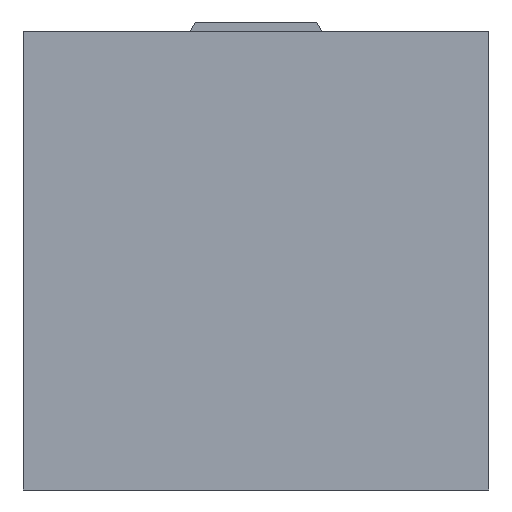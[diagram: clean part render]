
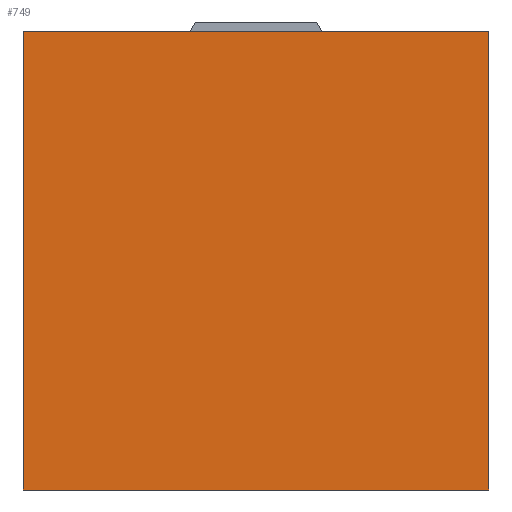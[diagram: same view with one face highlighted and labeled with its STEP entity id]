
A CAD part, left-side view. The second image highlights one B-rep face of the part: STEP entity #749.
In plain terms, the highlighted planar face has unit normal (-1, 0, 0).
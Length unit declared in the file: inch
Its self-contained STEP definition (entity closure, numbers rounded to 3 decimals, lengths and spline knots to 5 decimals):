
#70=PLANE('',#838);
#114=FACE_OUTER_BOUND('',#165,.T.);
#165=EDGE_LOOP('',(#668,#669,#670,#671));
#229=LINE('',#1363,#292);
#233=LINE('',#1373,#296);
#234=LINE('',#1375,#297);
#235=LINE('',#1376,#298);
#292=VECTOR('',#1031,0.3937);
#296=VECTOR('',#1041,0.3937);
#297=VECTOR('',#1042,0.3937);
#298=VECTOR('',#1043,0.3937);
#392=VERTEX_POINT('',#1360);
#393=VERTEX_POINT('',#1362);
#396=VERTEX_POINT('',#1372);
#397=VERTEX_POINT('',#1374);
#486=EDGE_CURVE('',#392,#393,#229,.T.);
#491=EDGE_CURVE('',#396,#392,#233,.T.);
#492=EDGE_CURVE('',#397,#396,#234,.T.);
#493=EDGE_CURVE('',#393,#397,#235,.T.);
#668=ORIENTED_EDGE('',*,*,#491,.F.);
#669=ORIENTED_EDGE('',*,*,#492,.F.);
#670=ORIENTED_EDGE('',*,*,#493,.F.);
#671=ORIENTED_EDGE('',*,*,#486,.F.);
#749=ADVANCED_FACE('',(#114),#70,.T.);
#838=AXIS2_PLACEMENT_3D('',#1371,#1039,#1040);
#1031=DIRECTION('',(0.,1.,0.));
#1039=DIRECTION('center_axis',(-1.,0.,0.));
#1040=DIRECTION('ref_axis',(0.,-1.,0.));
#1041=DIRECTION('',(0.,0.,-1.));
#1042=DIRECTION('',(0.,-1.,0.));
#1043=DIRECTION('',(0.,0.,1.));
#1360=CARTESIAN_POINT('',(-2.625,-0.61,-0.6));
#1362=CARTESIAN_POINT('',(-2.625,0.61,-0.6));
#1363=CARTESIAN_POINT('',(-2.625,-0.61,-0.6));
#1371=CARTESIAN_POINT('Origin',(-2.625,0.61,0.));
#1372=CARTESIAN_POINT('',(-2.625,-0.61,0.6));
#1373=CARTESIAN_POINT('',(-2.625,-0.61,0.));
#1374=CARTESIAN_POINT('',(-2.625,0.61,0.6));
#1375=CARTESIAN_POINT('',(-2.625,-0.61,0.6));
#1376=CARTESIAN_POINT('',(-2.625,0.61,0.));
